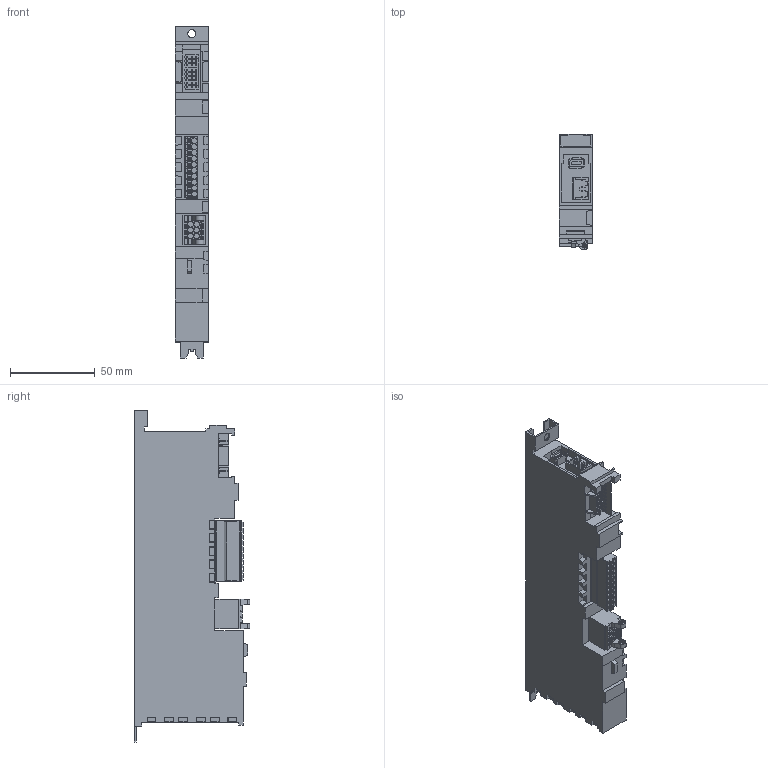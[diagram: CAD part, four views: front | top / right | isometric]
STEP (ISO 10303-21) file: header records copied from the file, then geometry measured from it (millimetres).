
FILE_DESCRIPTION((''),'2;1');
FILE_NAME('MCAD_IC7_60_MODULAR_CONTROL_NO_','2024-09-02T10:07:56',('U388355'),('Danfoss Drives'),'CREO PARAMETRIC BY PTC INC, 2022124','CREO PARAMETRIC BY PTC INC, 2022124','');
FILE_SCHEMA(('CONFIG_CONTROL_DESIGN','GEOMETRIC_VALIDATION_PROPERTIES_MIM'));
Length unit declared in the file: millimetre
Products named in the file (1): MCAD_IC7_60_MODULAR_CONTROL_NO_
Bounding box: 19.76 x 68.09 x 196 mm (x, y, z)
Volume: 189739.8 mm3; surface area: 37575.2 mm2
Topology: 1 solids, 1 shells, 1051 faces, 2929 edges, 1943 vertices
Faces by surface type: plane 878, cylinder 139, extrusion 34
Entity records: 35094 total; most frequent: CARTESIAN_POINT 6471, ORIENTED_EDGE 5858, DIRECTION 5246, EDGE_CURVE 2929, VECTOR 2548, LINE 2514, VERTEX_POINT 1945, AXIS2_PLACEMENT_3D 1349
